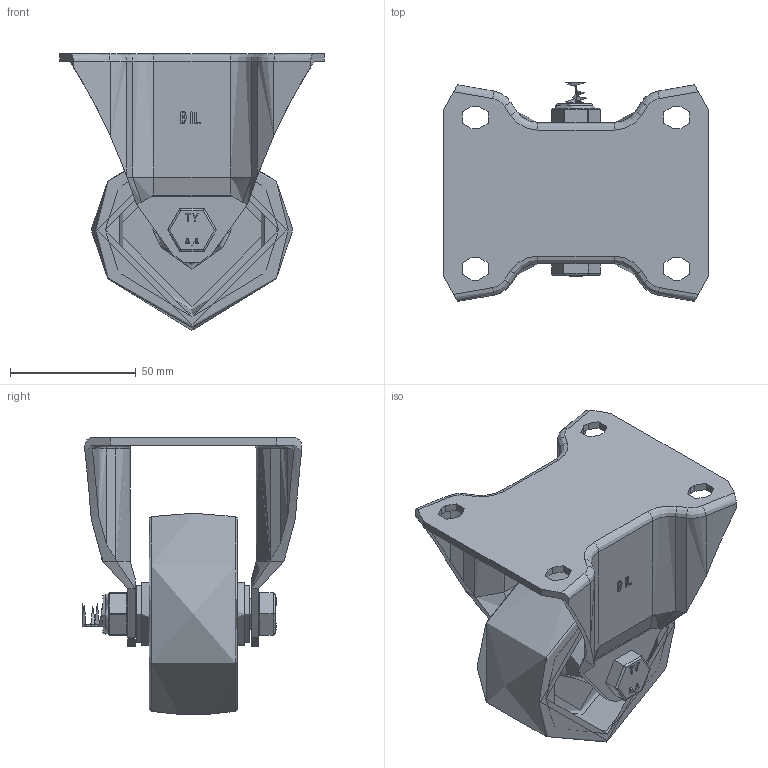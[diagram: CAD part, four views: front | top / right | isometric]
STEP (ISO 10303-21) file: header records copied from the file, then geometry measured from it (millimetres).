
FILE_DESCRIPTION(/* description */ (''),/* implementation_level */ '2;1');
FILE_NAME(/* name */ 'BZHF80NY.step',/* time_stamp */ '2025-04-16T08:56:40+01:00',/* author */ (''),/* organization */ (''),/* preprocessor_version */ 'ST-DEVELOPER v20.1',/* originating_system */ 'Autodesk Translation Framework v14.4.0.0',/* authorisation */ '');
FILE_SCHEMA (('AUTOMOTIVE_DESIGN { 1 0 10303 214 3 1 1 }'));
Length unit declared in the file: millimetre
Products named in the file (14): BZHF80NY; BZHF80AS v1; BZHF80AS; ZINC PLATED, PRESSED STEEL BRACKET; BZMH80WNY v1; WHITE NYLON WHEEL; TUBEM12X46X10 v1; ZINC PLATED AXLE TUBE; HEXBOLTM10X70Z8.8 v2; GRADE 8.8 THREADED ZINC PLATED BOLT; NYLOCM10Z v1; NYLOC NUT; RUBBER; NUT
Assembly tree (13 placements, depth 4):
  BZHF80NY
    BZHF80AS v1
      BZHF80AS
      ZINC PLATED, PRESSED STEEL BRACKET
    BZMH80WNY v1
      WHITE NYLON WHEEL
    TUBEM12X46X10 v1
      ZINC PLATED AXLE TUBE
    HEXBOLTM10X70Z8.8 v2
      GRADE 8.8 THREADED ZINC PLATED BOLT
    NYLOCM10Z v1
      NYLOC NUT
        RUBBER
        NUT
Bounding box: 105 x 87 x 109.85 mm (x, y, z)
Volume: 145429.2 mm3; surface area: 70932.5 mm2
Topology: 6 solids, 6 shells, 383 faces, 930 edges, 581 vertices
Faces by surface type: plane 148, cylinder 133, bspline 61, torus 27, sphere 12, cone 2
Full cylindrical faces by diameter (mm): 8.141 x18, 9.85 x19, 10 x4, 10.2 x2, 11.95 x1, 12 x2, 12.5 x1, 16 x2, 22.5 x2, 25 x2
Entity records: 17219 total; most frequent: CARTESIAN_POINT 8252, ORIENTED_EDGE 1860, DIRECTION 1669, EDGE_CURVE 930, AXIS2_PLACEMENT_3D 593, VERTEX_POINT 581, LINE 483, VECTOR 483
